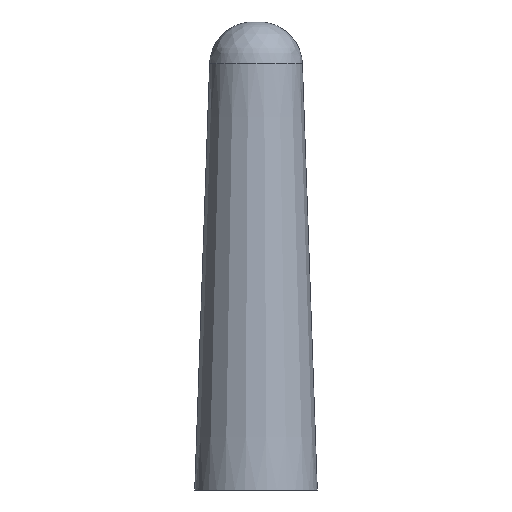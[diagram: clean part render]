
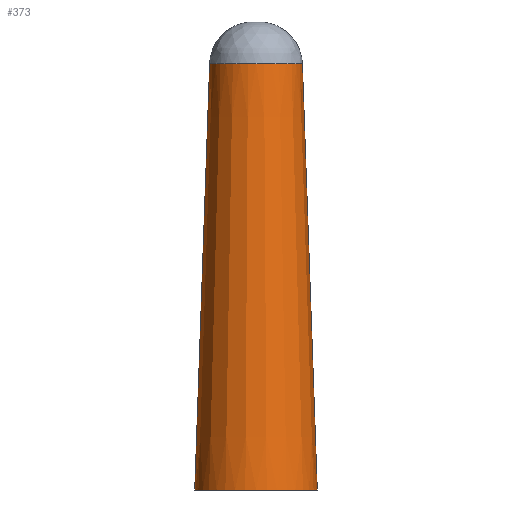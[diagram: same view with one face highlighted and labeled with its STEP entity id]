
A CAD part, front view. The second image highlights one B-rep face of the part: STEP entity #373.
In plain terms, the highlighted conical face has half-angle 2 degrees and reference radius 1.036 mm.
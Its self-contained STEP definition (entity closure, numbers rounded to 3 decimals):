
#20=CONICAL_SURFACE('',#414,1.036,0.035);
#63=FACE_OUTER_BOUND('',#89,.T.);
#89=EDGE_LOOP('',(#331,#332,#333,#334));
#108=LINE('',#737,#128);
#109=LINE('',#747,#129);
#128=VECTOR('',#502,10.);
#129=VECTOR('',#511,10.);
#148=CIRCLE('',#407,1.07);
#150=CIRCLE('',#415,1.413);
#175=VERTEX_POINT('',#702);
#177=VERTEX_POINT('',#722);
#180=VERTEX_POINT('',#735);
#182=VERTEX_POINT('',#746);
#224=EDGE_CURVE('',#175,#177,#148,.T.);
#229=EDGE_CURVE('',#175,#180,#108,.T.);
#232=EDGE_CURVE('',#177,#182,#109,.T.);
#234=EDGE_CURVE('',#180,#182,#150,.T.);
#331=ORIENTED_EDGE('',*,*,#224,.F.);
#332=ORIENTED_EDGE('',*,*,#229,.T.);
#333=ORIENTED_EDGE('',*,*,#234,.T.);
#334=ORIENTED_EDGE('',*,*,#232,.F.);
#373=ADVANCED_FACE('',(#63),#20,.T.);
#407=AXIS2_PLACEMENT_3D('',#726,#493,#494);
#414=AXIS2_PLACEMENT_3D('',#749,#513,#514);
#415=AXIS2_PLACEMENT_3D('',#750,#515,#516);
#493=DIRECTION('center_axis',(0.,0.,1.));
#494=DIRECTION('ref_axis',(0.,-1.,0.));
#502=DIRECTION('',(-0.035,0.,-0.999));
#511=DIRECTION('',(0.035,0.,-0.999));
#513=DIRECTION('center_axis',(0.,0.,-1.));
#514=DIRECTION('ref_axis',(-1.,0.,0.));
#515=DIRECTION('center_axis',(0.,0.,1.));
#516=DIRECTION('ref_axis',(-1.,0.,0.));
#702=CARTESIAN_POINT('',(18.902,-52.147,12.035));
#722=CARTESIAN_POINT('',(21.042,-52.147,12.035));
#726=CARTESIAN_POINT('Origin',(19.972,-52.147,12.035));
#735=CARTESIAN_POINT('',(18.559,-52.147,2.2));
#737=CARTESIAN_POINT('',(18.936,-52.147,13.));
#746=CARTESIAN_POINT('',(21.386,-52.147,2.2));
#747=CARTESIAN_POINT('',(21.008,-52.147,13.));
#749=CARTESIAN_POINT('Origin',(19.972,-52.147,13.));
#750=CARTESIAN_POINT('Origin',(19.972,-52.147,2.2));
